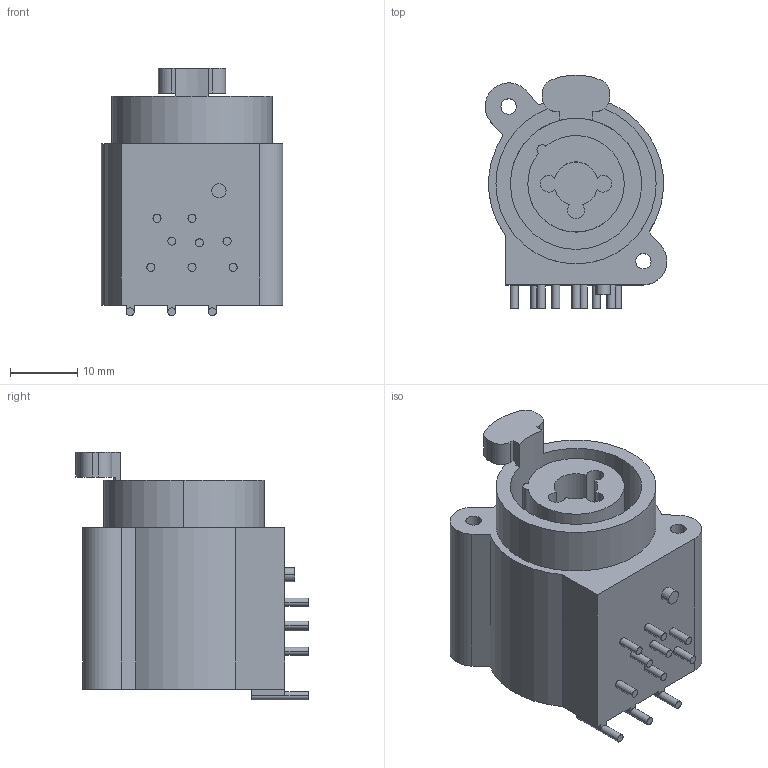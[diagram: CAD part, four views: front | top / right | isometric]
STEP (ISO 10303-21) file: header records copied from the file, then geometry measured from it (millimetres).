
FILE_DESCRIPTION((''),'2;1');
FILE_NAME('D-NCJ10FI-H','2016-06-09T',('odo'),(''),'CREO PARAMETRIC BY PTC INC, 2015380','CREO PARAMETRIC BY PTC INC, 2015380','');
FILE_SCHEMA(('CONFIG_CONTROL_DESIGN'));
Length unit declared in the file: millimetre
Products named in the file (1): D-NCJ10FI-H
Bounding box: 26.99 x 34.59 x 36.8 mm (x, y, z)
Volume: 16541.8 mm3; surface area: 6987.3 mm2
Topology: 1 solids, 1 shells, 90 faces, 219 edges, 144 vertices
Faces by surface type: cylinder 50, plane 40
Entity records: 2723 total; most frequent: DIRECTION 501, CARTESIAN_POINT 453, ORIENTED_EDGE 438, EDGE_CURVE 219, AXIS2_PLACEMENT_3D 192, VERTEX_POINT 144, VECTOR 117, LINE 117
